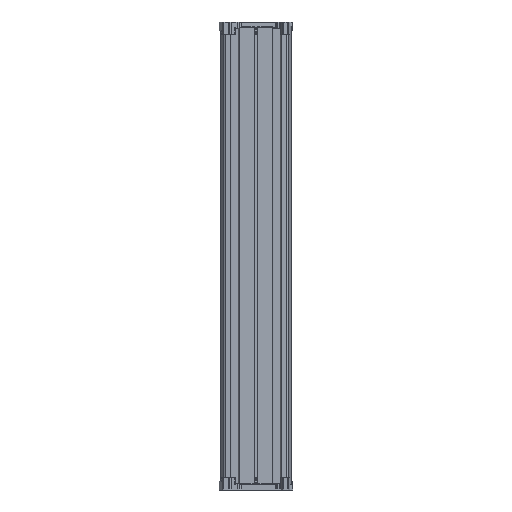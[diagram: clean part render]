
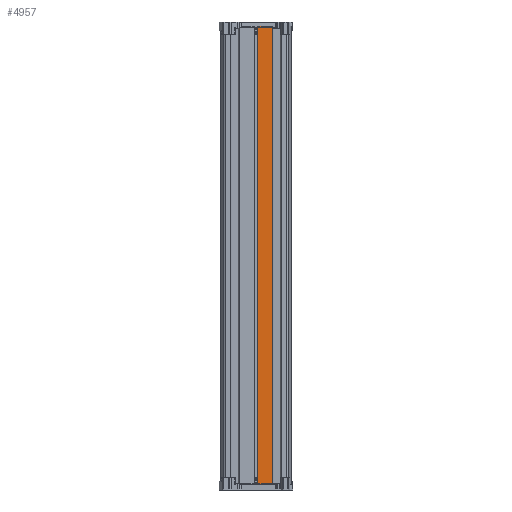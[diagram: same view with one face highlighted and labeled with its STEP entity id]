
A CAD part, front view. The second image highlights one B-rep face of the part: STEP entity #4957.
In plain terms, the highlighted planar face has unit normal (0, -1, 0).
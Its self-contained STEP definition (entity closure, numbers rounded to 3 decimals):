
#436 = EDGE_CURVE ( 'NONE', #9042, #12592, #1038, .T. ) ;
#1038 = LINE ( 'NONE', #12231, #6576 ) ;
#1134 = VECTOR ( 'NONE', #3114, 1000. ) ;
#1883 = VECTOR ( 'NONE', #12359, 1000. ) ;
#2916 = CARTESIAN_POINT ( 'NONE',  ( 10.8, -15.55, 179. ) ) ;
#3114 = DIRECTION ( 'NONE',  ( 0., 0., 1. ) ) ;
#3418 = PLANE ( 'NONE',  #4893 ) ;
#4310 = CARTESIAN_POINT ( 'NONE',  ( 1.25, -15.55, -121. ) ) ;
#4893 = AXIS2_PLACEMENT_3D ( 'NONE', #10275, #8933, #14476 ) ;
#4957 = ADVANCED_FACE ( 'NONE', ( #10452 ), #3418, .T. ) ;
#5058 = ORIENTED_EDGE ( 'NONE', *, *, #17371, .T. ) ;
#5588 = EDGE_LOOP ( 'NONE', ( #9933, #15116, #5842, #5058 ) ) ;
#5765 = CARTESIAN_POINT ( 'NONE',  ( 10.8, -15.55, -121. ) ) ;
#5799 = CARTESIAN_POINT ( 'NONE',  ( 10.8, -15.55, -121. ) ) ;
#5842 = ORIENTED_EDGE ( 'NONE', *, *, #14239, .T. ) ;
#6560 = EDGE_CURVE ( 'NONE', #13781, #9042, #12088, .T. ) ;
#6576 = VECTOR ( 'NONE', #15003, 1000. ) ;
#8573 = CARTESIAN_POINT ( 'NONE',  ( 1.25, -15.55, -121. ) ) ;
#8933 = DIRECTION ( 'NONE',  ( 0., -1., 0. ) ) ;
#9042 = VERTEX_POINT ( 'NONE', #10344 ) ;
#9933 = ORIENTED_EDGE ( 'NONE', *, *, #436, .F. ) ;
#10275 = CARTESIAN_POINT ( 'NONE',  ( 1.25, -15.55, -121. ) ) ;
#10344 = CARTESIAN_POINT ( 'NONE',  ( 1.25, -15.55, 179. ) ) ;
#10452 = FACE_OUTER_BOUND ( 'NONE', #5588, .T. ) ;
#11332 = DIRECTION ( 'NONE',  ( 0., 0., 1. ) ) ;
#12088 = LINE ( 'NONE', #8573, #1134 ) ;
#12231 = CARTESIAN_POINT ( 'NONE',  ( 1.25, -15.55, 179. ) ) ;
#12359 = DIRECTION ( 'NONE',  ( 1., 0., 0. ) ) ;
#12592 = VERTEX_POINT ( 'NONE', #2916 ) ;
#12913 = LINE ( 'NONE', #5799, #15279 ) ;
#13705 = LINE ( 'NONE', #16639, #1883 ) ;
#13781 = VERTEX_POINT ( 'NONE', #4310 ) ;
#14239 = EDGE_CURVE ( 'NONE', #13781, #16705, #13705, .T. ) ;
#14476 = DIRECTION ( 'NONE',  ( 0., 0., -1. ) ) ;
#15003 = DIRECTION ( 'NONE',  ( 1., 0., 0. ) ) ;
#15116 = ORIENTED_EDGE ( 'NONE', *, *, #6560, .F. ) ;
#15279 = VECTOR ( 'NONE', #11332, 1000. ) ;
#16639 = CARTESIAN_POINT ( 'NONE',  ( 1.25, -15.55, -121. ) ) ;
#16705 = VERTEX_POINT ( 'NONE', #5765 ) ;
#17371 = EDGE_CURVE ( 'NONE', #16705, #12592, #12913, .T. ) ;
